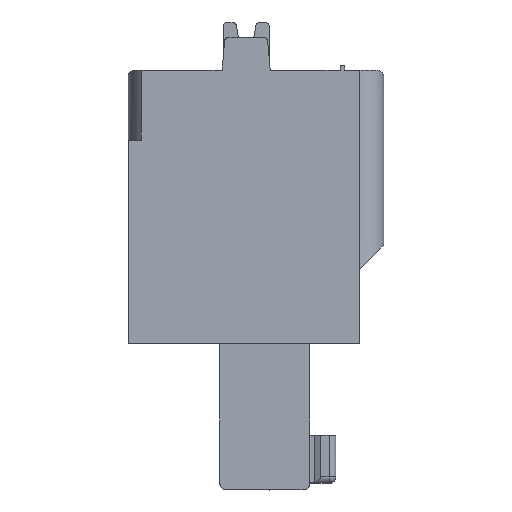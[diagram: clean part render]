
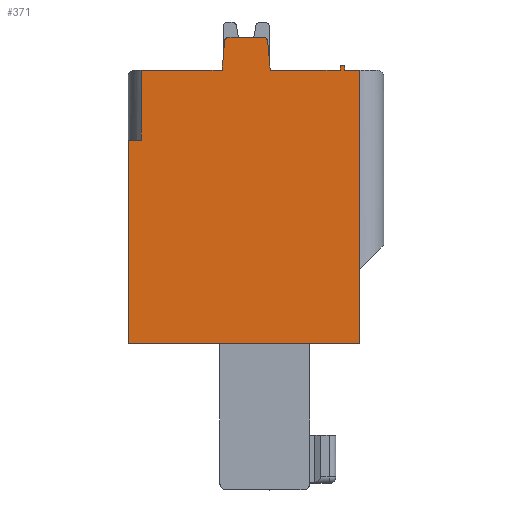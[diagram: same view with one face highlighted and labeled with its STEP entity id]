
A CAD part, left-side view. The second image highlights one B-rep face of the part: STEP entity #371.
In plain terms, the highlighted planar face has unit normal (-1, 0, 0).
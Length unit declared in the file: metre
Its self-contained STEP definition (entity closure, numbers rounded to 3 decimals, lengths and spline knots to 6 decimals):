
#371=ADVANCED_FACE('',(#897),#898,.F.);
#897=FACE_OUTER_BOUND('',#1585,.T.);
#898=PLANE('',#1586);
#1585=EDGE_LOOP('',(#2666,#2667,#2668,#2669,#2670,#2671,#2672,#2673,#2674,#2675,#2676,#2677,#2678,#2679,#2680,#2681));
#1586=AXIS2_PLACEMENT_3D('',#2682,#2683,#2684);
#2666=ORIENTED_EDGE('',*,*,#4432,.F.);
#2667=ORIENTED_EDGE('',*,*,#4129,.F.);
#2668=ORIENTED_EDGE('',*,*,#4207,.F.);
#2669=ORIENTED_EDGE('',*,*,#4433,.F.);
#2670=ORIENTED_EDGE('',*,*,#4175,.F.);
#2671=ORIENTED_EDGE('',*,*,#4289,.F.);
#2672=ORIENTED_EDGE('',*,*,#4434,.F.);
#2673=ORIENTED_EDGE('',*,*,#4111,.T.);
#2674=ORIENTED_EDGE('',*,*,#4435,.F.);
#2675=ORIENTED_EDGE('',*,*,#4436,.T.);
#2676=ORIENTED_EDGE('',*,*,#4353,.F.);
#2677=ORIENTED_EDGE('',*,*,#4285,.F.);
#2678=ORIENTED_EDGE('',*,*,#4169,.F.);
#2679=ORIENTED_EDGE('',*,*,#4326,.F.);
#2680=ORIENTED_EDGE('',*,*,#4437,.F.);
#2681=ORIENTED_EDGE('',*,*,#4438,.F.);
#2682=CARTESIAN_POINT('',(0.31567,0.034769,-0.078355));
#2683=DIRECTION('',(1.0,0.0,0.0));
#2684=DIRECTION('',(0.0,1.0,0.0));
#4111=EDGE_CURVE('',#4915,#4916,#4917,.T.);
#4129=EDGE_CURVE('',#4949,#4951,#4952,.T.);
#4169=EDGE_CURVE('',#5019,#5021,#5022,.T.);
#4175=EDGE_CURVE('',#5030,#5025,#5032,.T.);
#4207=EDGE_CURVE('',#5087,#4949,#5089,.T.);
#4285=EDGE_CURVE('',#5021,#5223,#5224,.T.);
#4289=EDGE_CURVE('',#5229,#5030,#5231,.T.);
#4326=EDGE_CURVE('',#5291,#5019,#5293,.T.);
#4353=EDGE_CURVE('',#5223,#5334,#5335,.T.);
#4432=EDGE_CURVE('',#4951,#5460,#5461,.T.);
#4433=EDGE_CURVE('',#5025,#5087,#5462,.T.);
#4434=EDGE_CURVE('',#4915,#5229,#5463,.T.);
#4435=EDGE_CURVE('',#5464,#4916,#5465,.T.);
#4436=EDGE_CURVE('',#5464,#5334,#5466,.T.);
#4437=EDGE_CURVE('',#5467,#5291,#5468,.T.);
#4438=EDGE_CURVE('',#5460,#5467,#5469,.T.);
#4915=VERTEX_POINT('',#6108);
#4916=VERTEX_POINT('',#6109);
#4917=CIRCLE('',#6110,0.0002);
#4949=VERTEX_POINT('',#6153);
#4951=VERTEX_POINT('',#6156);
#4952=LINE('',#6157,#6158);
#5019=VERTEX_POINT('',#6260);
#5021=VERTEX_POINT('',#6263);
#5022=LINE('',#6264,#6265);
#5025=VERTEX_POINT('',#6269);
#5030=VERTEX_POINT('',#6276);
#5032=LINE('',#6279,#6280);
#5087=VERTEX_POINT('',#6361);
#5089=LINE('',#6364,#6365);
#5223=VERTEX_POINT('',#6579);
#5224=LINE('',#6580,#6581);
#5229=VERTEX_POINT('',#6588);
#5231=LINE('',#6591,#6592);
#5291=VERTEX_POINT('',#6681);
#5293=LINE('',#6684,#6685);
#5334=VERTEX_POINT('',#6745);
#5335=LINE('',#6746,#6747);
#5460=VERTEX_POINT('',#6974);
#5461=LINE('',#6975,#6976);
#5462=LINE('',#6977,#6978);
#5463=LINE('',#6979,#6980);
#5464=VERTEX_POINT('',#6981);
#5465=LINE('',#6982,#6983);
#5466=CIRCLE('',#6984,0.0002);
#5467=VERTEX_POINT('',#6985);
#5468=LINE('',#6986,#6987);
#5469=LINE('',#6988,#6989);
#6108=CARTESIAN_POINT('',(0.31567,0.032999,-0.078338));
#6109=CARTESIAN_POINT('',(0.31567,0.033198,-0.078155));
#6110=AXIS2_PLACEMENT_3D('',#7907,#7908,#7909);
#6153=CARTESIAN_POINT('',(0.31567,0.029483,-0.079655));
#6156=CARTESIAN_POINT('',(0.31567,0.028783,-0.079655));
#6157=CARTESIAN_POINT('',(0.31567,0.035083,-0.079655));
#6158=VECTOR('',#7934,1.0);
#6260=CARTESIAN_POINT('',(0.31567,0.038783,-0.082855));
#6263=CARTESIAN_POINT('',(0.31567,0.038783,-0.079655));
#6264=CARTESIAN_POINT('',(0.31567,0.038783,-0.079655));
#6265=VECTOR('',#7969,1.0);
#6269=CARTESIAN_POINT('',(0.31567,0.029683,-0.079455));
#6276=CARTESIAN_POINT('',(0.31567,0.029683,-0.079655));
#6279=CARTESIAN_POINT('',(0.31567,0.029683,-0.079455));
#6280=VECTOR('',#7974,1.0);
#6361=CARTESIAN_POINT('',(0.31567,0.029483,-0.079455));
#6364=CARTESIAN_POINT('',(0.31567,0.029483,-0.079655));
#6365=VECTOR('',#8013,1.0);
#6579=CARTESIAN_POINT('',(0.31567,0.035083,-0.079655));
#6580=CARTESIAN_POINT('',(0.31567,0.035083,-0.079655));
#6581=VECTOR('',#8103,1.0);
#6588=CARTESIAN_POINT('',(0.31567,0.032883,-0.079655));
#6591=CARTESIAN_POINT('',(0.31567,0.035083,-0.079655));
#6592=VECTOR('',#8107,1.0);
#6681=CARTESIAN_POINT('',(0.31567,0.039383,-0.082855));
#6684=CARTESIAN_POINT('',(0.31567,0.038783,-0.082855));
#6685=VECTOR('',#8149,1.0);
#6745=CARTESIAN_POINT('',(0.31567,0.034968,-0.078338));
#6746=CARTESIAN_POINT('',(0.31567,0.035083,-0.079655));
#6747=VECTOR('',#8169,1.0);
#6974=CARTESIAN_POINT('',(0.31567,0.028783,-0.092155));
#6975=CARTESIAN_POINT('',(0.31567,0.028783,-0.092155));
#6976=VECTOR('',#8247,1.0);
#6977=CARTESIAN_POINT('',(0.31567,0.029483,-0.079455));
#6978=VECTOR('',#8248,1.0);
#6979=CARTESIAN_POINT('',(0.31567,0.033102,-0.077155));
#6980=VECTOR('',#8249,1.0);
#6981=CARTESIAN_POINT('',(0.31567,0.034769,-0.078155));
#6982=CARTESIAN_POINT('',(0.31567,0.035083,-0.078155));
#6983=VECTOR('',#8250,1.0);
#6984=AXIS2_PLACEMENT_3D('',#8251,#8252,#8253);
#6985=CARTESIAN_POINT('',(0.31567,0.039383,-0.092155));
#6986=CARTESIAN_POINT('',(0.31567,0.039383,-0.082855));
#6987=VECTOR('',#8254,1.0);
#6988=CARTESIAN_POINT('',(0.31567,0.039383,-0.092155));
#6989=VECTOR('',#8255,1.0);
#7907=CARTESIAN_POINT('',(0.31567,0.033198,-0.078355));
#7908=DIRECTION('',(-1.0,0.,-0.0));
#7909=DIRECTION('',(0.0,0.0,-1.0));
#7934=DIRECTION('',(0.0,-1.0,0.0));
#7969=DIRECTION('',(0.0,0.0,1.0));
#7974=DIRECTION('',(0.0,0.0,1.0));
#8013=DIRECTION('',(0.0,0.0,-1.0));
#8103=DIRECTION('',(0.0,-1.0,0.0));
#8107=DIRECTION('',(0.0,-1.0,0.0));
#8149=DIRECTION('',(0.0,-1.0,0.));
#8169=DIRECTION('',(0.,-0.087,0.996));
#8247=DIRECTION('',(0.0,0.0,-1.0));
#8248=DIRECTION('',(0.0,-1.0,0.0));
#8249=DIRECTION('',(0.,-0.087,-0.996));
#8250=DIRECTION('',(0.,-1.0,0.));
#8251=CARTESIAN_POINT('',(0.31567,0.034769,-0.078355));
#8252=DIRECTION('',(-1.0,0.,-0.0));
#8253=DIRECTION('',(0.0,0.0,-1.0));
#8254=DIRECTION('',(0.0,0.0,1.0));
#8255=DIRECTION('',(0.0,1.0,0.0));
